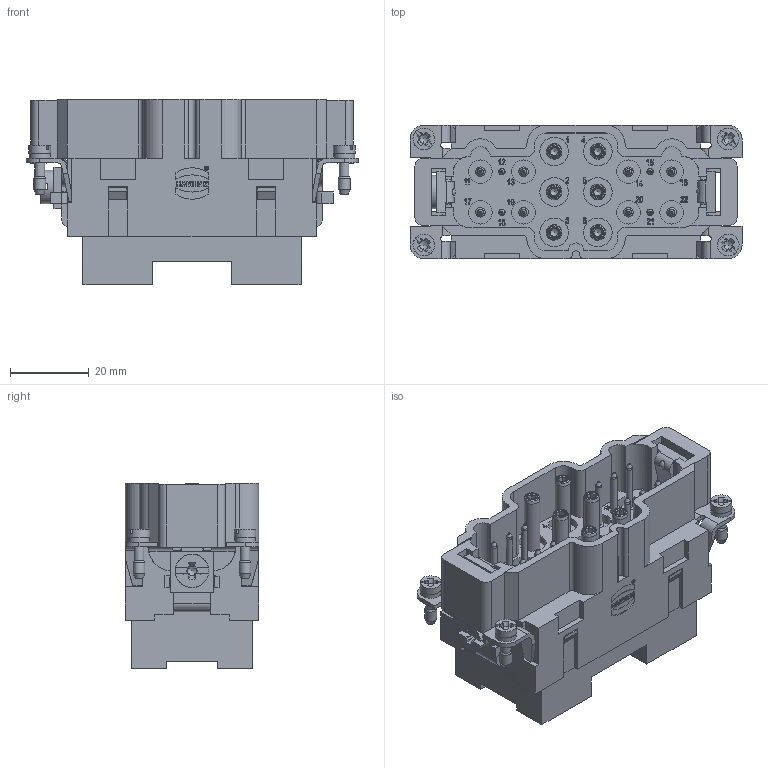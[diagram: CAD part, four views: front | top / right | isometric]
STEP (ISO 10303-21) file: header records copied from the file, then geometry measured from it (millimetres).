
FILE_DESCRIPTION(/* description */ (''),/* implementation_level */ '2;1');
FILE_NAME(/* name */ '100219681ugm000_c.stp',/* time_stamp */ '2019-04-02T09:14:51+02:00',/* author */ (''),/* organization */ (''),/* preprocessor_version */ 'ST-DEVELOPER v16.7',/* originating_system */ 'SIEMENS PLM Software NX 12.0',/* authorisation */ '');
FILE_SCHEMA (('AUTOMOTIVE_DESIGN { 1 0 10303 214 3 1 1 1 }'));
Products named in the file (1): 100219681ugm000_c
Bounding box: 84.5 x 34 x 47.2 mm (x, y, z)
Volume: 64478.3 mm3; surface area: 27812.7 mm2
Topology: 1 solids, 1 shells, 2328 faces, 7576 edges, 6508 vertices
Faces by surface type: plane 1197, extrusion 753, cylinder 222, cone 99, bspline 35, torus 18, sphere 4
Full cylindrical faces by diameter (mm): 0.4 x2, 0.911 x1, 1.077 x1, 1.585 x12, 1.8 x8, 2 x6, 2.45 x8, 2.5 x4, 3 x4, 3.242 x1, 3.6 x12, 3.92 x6, 3.97 x6, 5.3 x4, 5.5 x4, 6 x8, 6.25 x6, 7.3 x6, 8.5 x1
Entity records: 103894 total; most frequent: CARTESIAN_POINT 26068, ORIENTED_EDGE 12256, DIRECTION 9161, EDGE_CURVE 6128, VECTOR 4717, VERTEX_POINT 4184, LINE 3964, PRESENTATION_STYLE_ASSIGNMENT 3452
